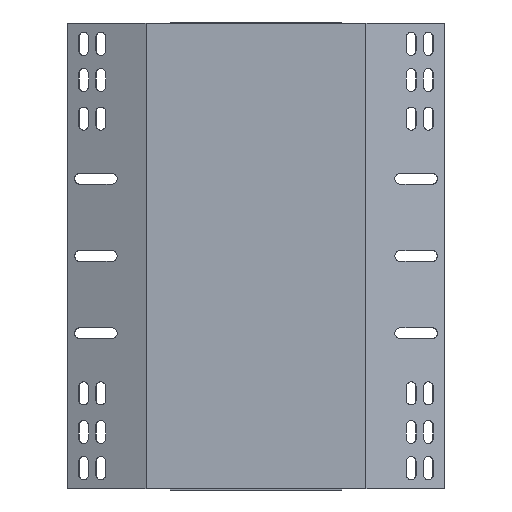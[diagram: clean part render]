
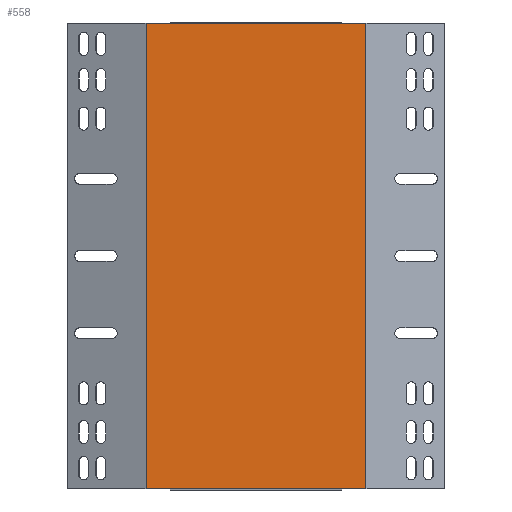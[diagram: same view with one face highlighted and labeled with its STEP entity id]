
A CAD part, front view. The second image highlights one B-rep face of the part: STEP entity #558.
In plain terms, the highlighted planar face has unit normal (0, -1, 0).
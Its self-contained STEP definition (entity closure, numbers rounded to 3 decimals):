
#187 = EDGE_CURVE ( 'NONE', #1925, #8934, #3245, .T. ) ;
#381 = LINE ( 'NONE', #3175, #455 ) ;
#455 = VECTOR ( 'NONE', #3182, 1000. ) ;
#558 = ADVANCED_FACE ( 'NONE', ( #1908 ), #8850, .F. ) ;
#910 = DIRECTION ( 'NONE',  ( 1., 0., 0. ) ) ;
#920 = CARTESIAN_POINT ( 'NONE',  ( -94.349, -23.927, -175.8 ) ) ;
#1012 = VECTOR ( 'NONE', #4067, 1000. ) ;
#1122 = CARTESIAN_POINT ( 'NONE',  ( -93.377, -23.927, 125.8 ) ) ;
#1123 = LINE ( 'NONE', #4148, #1012 ) ;
#1908 = FACE_OUTER_BOUND ( 'NONE', #3161, .T. ) ;
#1925 = VERTEX_POINT ( 'NONE', #2489 ) ;
#2489 = CARTESIAN_POINT ( 'NONE',  ( 49.141, -23.927, -175.8 ) ) ;
#2707 = AXIS2_PLACEMENT_3D ( 'NONE', #8822, #8728, #8727 ) ;
#3155 = VECTOR ( 'NONE', #4418, 1000. ) ;
#3161 = EDGE_LOOP ( 'NONE', ( #3304, #3319, #3328, #3348 ) ) ;
#3175 = CARTESIAN_POINT ( 'NONE',  ( -94.349, -23.927, 125.8 ) ) ;
#3182 = DIRECTION ( 'NONE',  ( 1., 0., 0. ) ) ;
#3245 = LINE ( 'NONE', #4439, #3155 ) ;
#3304 = ORIENTED_EDGE ( 'NONE', *, *, #187, .T. ) ;
#3319 = ORIENTED_EDGE ( 'NONE', *, *, #5349, .F. ) ;
#3328 = ORIENTED_EDGE ( 'NONE', *, *, #5173, .F. ) ;
#3348 = ORIENTED_EDGE ( 'NONE', *, *, #5804, .T. ) ;
#4063 = VERTEX_POINT ( 'NONE', #8279 ) ;
#4067 = DIRECTION ( 'NONE',  ( 0., 0., 1. ) ) ;
#4148 = CARTESIAN_POINT ( 'NONE',  ( -93.377, -23.927, -176.657 ) ) ;
#4418 = DIRECTION ( 'NONE',  ( 0., 0., 1. ) ) ;
#4439 = CARTESIAN_POINT ( 'NONE',  ( 49.141, -23.927, -176.657 ) ) ;
#5173 = EDGE_CURVE ( 'NONE', #4063, #8647, #1123, .T. ) ;
#5349 = EDGE_CURVE ( 'NONE', #8647, #8934, #381, .T. ) ;
#5804 = EDGE_CURVE ( 'NONE', #4063, #1925, #6125, .T. ) ;
#6059 = CARTESIAN_POINT ( 'NONE',  ( 49.141, -23.927, 125.8 ) ) ;
#6125 = LINE ( 'NONE', #920, #6236 ) ;
#6236 = VECTOR ( 'NONE', #910, 1000. ) ;
#8279 = CARTESIAN_POINT ( 'NONE',  ( -93.377, -23.927, -175.8 ) ) ;
#8647 = VERTEX_POINT ( 'NONE', #1122 ) ;
#8727 = DIRECTION ( 'NONE',  ( 0., 0., 1. ) ) ;
#8728 = DIRECTION ( 'NONE',  ( 0., 1., 0. ) ) ;
#8822 = CARTESIAN_POINT ( 'NONE',  ( -93.218, -23.927, 125. ) ) ;
#8850 = PLANE ( 'NONE',  #2707 ) ;
#8934 = VERTEX_POINT ( 'NONE', #6059 ) ;
